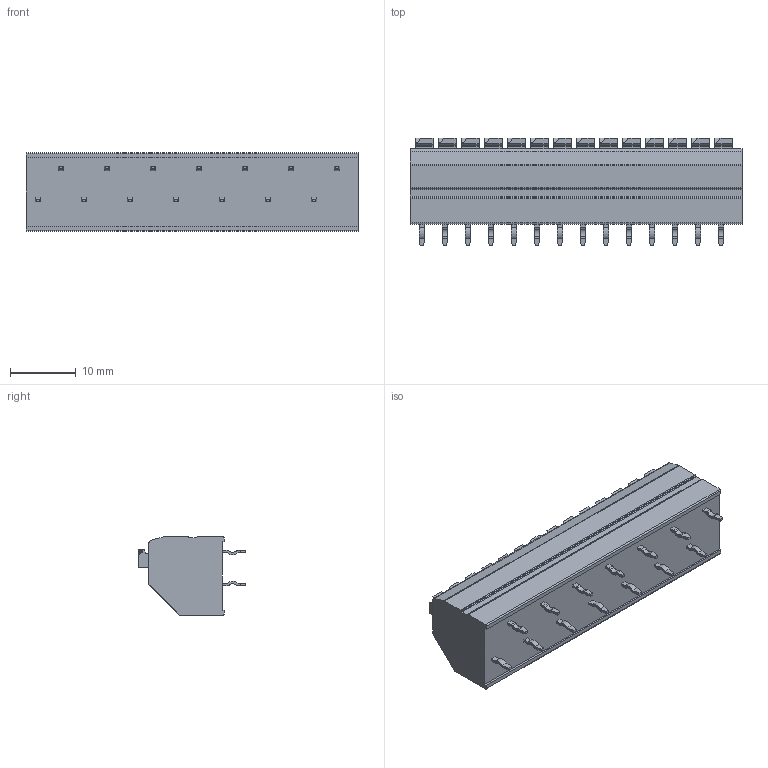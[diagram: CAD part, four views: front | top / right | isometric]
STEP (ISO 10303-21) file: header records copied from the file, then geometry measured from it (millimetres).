
FILE_DESCRIPTION((''),'2;1');
FILE_NAME('PRT0009','2024-11-02T14:33:26',('tluser'),(''),'CREO PARAMETRIC BY PTC INC, 2018100','CREO PARAMETRIC BY PTC INC, 2018100','');
FILE_SCHEMA(('AUTOMOTIVE_DESIGN { 1 0 10303 214 1 1 1 1 }'));
Length unit declared in the file: millimetre
Products named in the file (1): PRT0009
Bounding box: 50.5 x 16.4 x 12 mm (x, y, z)
Volume: 5949.1 mm3; surface area: 3283.9 mm2
Topology: 1 solids, 1 shells, 670 faces, 1808 edges, 1168 vertices
Faces by surface type: plane 464, cylinder 150, cone 56
Entity records: 21178 total; most frequent: CARTESIAN_POINT 4327, ORIENTED_EDGE 3616, DIRECTION 3321, EDGE_CURVE 1808, VECTOR 1284, LINE 1284, VERTEX_POINT 1168, AXIS2_PLACEMENT_3D 1017
